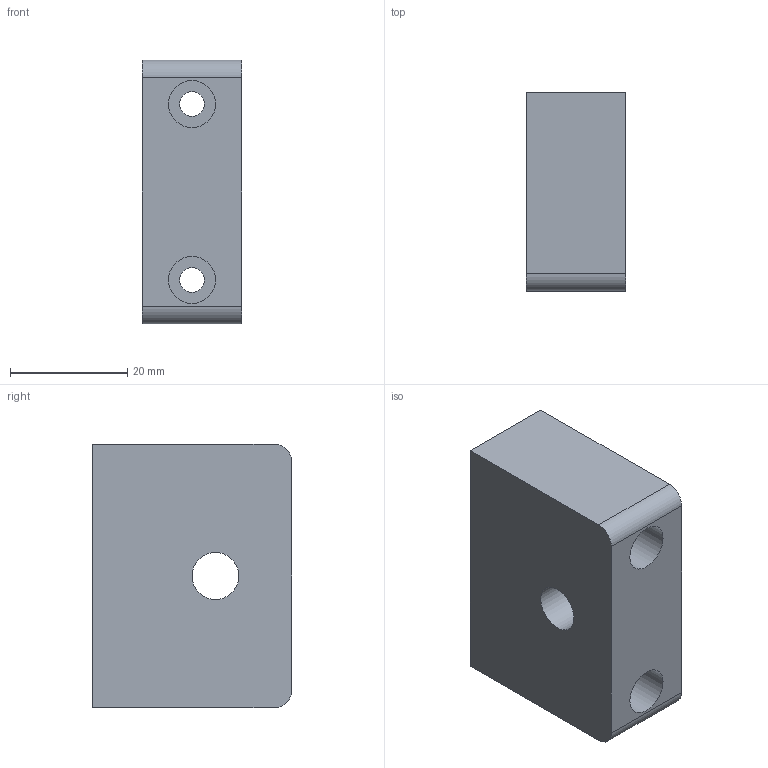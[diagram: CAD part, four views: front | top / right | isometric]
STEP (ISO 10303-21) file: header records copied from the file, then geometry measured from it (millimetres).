
FILE_DESCRIPTION(/* description */ (''),/* implementation_level */ '2;1');
FILE_NAME(/* name */ 'Sharplayers_8596531000883 v1.step',/* time_stamp */ '2022-01-18T11:36:46+01:00',/* author */ (''),/* organization */ (''),/* preprocessor_version */ 'ST-DEVELOPER v18.1',/* originating_system */ 'Autodesk Translation Framework v10.10.0.1391',/* authorisation */ '');
FILE_SCHEMA (('AUTOMOTIVE_DESIGN { 1 0 10303 214 3 1 1 }'));
Length unit declared in the file: millimetre
Products named in the file (1): Sharplayers_8596531000883
Bounding box: 17 x 34 x 45 mm (x, y, z)
Volume: 22400 mm3; surface area: 7436.1 mm2
Topology: 1 solids, 1 shells, 15 faces, 33 edges, 22 vertices
Faces by surface type: plane 8, cylinder 7
Full cylindrical faces by diameter (mm): 4.2 x2, 8 x3
Entity records: 466 total; most frequent: DIRECTION 79, CARTESIAN_POINT 71, ORIENTED_EDGE 66, EDGE_CURVE 33, AXIS2_PLACEMENT_3D 30, EDGE_LOOP 23, VERTEX_POINT 22, LINE 19
